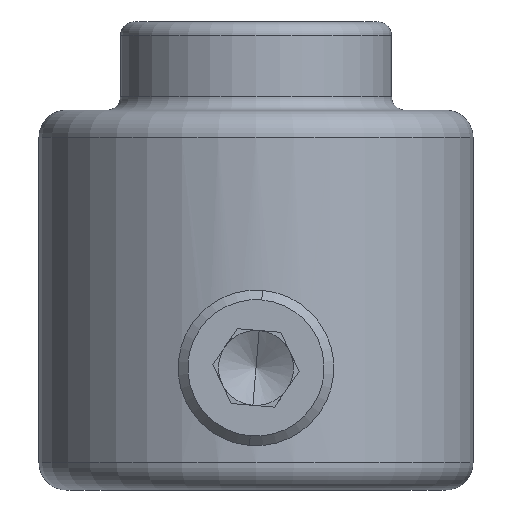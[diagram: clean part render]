
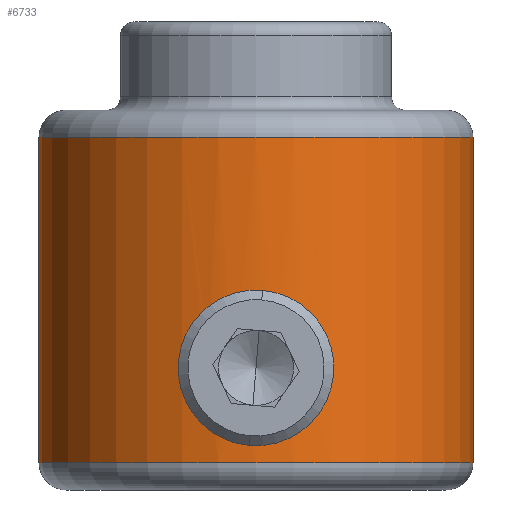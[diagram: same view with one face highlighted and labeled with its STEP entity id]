
A CAD part, front view. The second image highlights one B-rep face of the part: STEP entity #6733.
In plain terms, the highlighted cylindrical face has radius 8 mm (diameter 16 mm), a partial arc.
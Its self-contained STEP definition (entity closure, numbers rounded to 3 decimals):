
#4 = CARTESIAN_POINT ( 'NONE',  ( 15.365, 2.202, 3.69 ) ) ;
#152 = B_SPLINE_CURVE_WITH_KNOTS ( 'NONE', 3,
 ( #9095, #3135, #6160, #1721, #6896, #2448, #7676, #3165, #8390, #3921, #9122, #4656, #313, #5405, #1034, #6198, #1755, #6921, #2478, #7711, #3194, #8425, #3952, #9152, #4684, #346, #5442, #1062, #6225, #1790 ),
 .UNSPECIFIED., .F., .F.,
 ( 4, 2, 2, 2, 2, 2, 2, 2, 2, 2, 2, 2, 2, 2, 4 ),
 ( 0.006, 0.006, 0.007, 0.007, 0.007, 0.008, 0.008, 0.009, 0.009, 0.01, 0.01, 0.011, 0.011, 0.011, 0.012 ),
 .UNSPECIFIED. ) ;
#313 = CARTESIAN_POINT ( 'NONE',  ( 11.84, 2.241, 4.086 ) ) ;
#346 = CARTESIAN_POINT ( 'NONE',  ( 13.056, 2.049, 6.301 ) ) ;
#438 = CIRCLE ( 'NONE', #8400, 8. ) ;
#668 = CARTESIAN_POINT ( 'NONE',  ( 13.686, 10.025, 1.097 ) ) ;
#690 = CARTESIAN_POINT ( 'NONE',  ( 14.91, 2.119, 5.988 ) ) ;
#712 = CARTESIAN_POINT ( 'NONE',  ( 14.955, 2.126, 3.241 ) ) ;
#877 = LINE ( 'NONE', #6811, #2551 ) ;
#917 = DIRECTION ( 'NONE',  ( 0., 0., 1. ) ) ;
#1034 = CARTESIAN_POINT ( 'NONE',  ( 11.768, 2.258, 4.447 ) ) ;
#1062 = CARTESIAN_POINT ( 'NONE',  ( 13.412, 2.029, 6.382 ) ) ;
#1336 = EDGE_LOOP ( 'NONE', ( #6021, #6144 ) ) ;
#1377 = CARTESIAN_POINT ( 'NONE',  ( 13.656, 2.025, 6.397 ) ) ;
#1388 = DIRECTION ( 'NONE',  ( 1., 0., 0. ) ) ;
#1412 = CARTESIAN_POINT ( 'NONE',  ( 15.334, 2.196, 5.551 ) ) ;
#1445 = CARTESIAN_POINT ( 'NONE',  ( 14.654, 2.083, 3.038 ) ) ;
#1636 = CARTESIAN_POINT ( 'NONE',  ( 13.686, 10.025, 0.097 ) ) ;
#1721 = CARTESIAN_POINT ( 'NONE',  ( 13.228, 2.037, 2.845 ) ) ;
#1723 = CARTESIAN_POINT ( 'NONE',  ( 13.656, 2.025, 6.397 ) ) ;
#1755 = CARTESIAN_POINT ( 'NONE',  ( 11.813, 2.247, 5.058 ) ) ;
#1780 = CARTESIAN_POINT ( 'NONE',  ( 21.686, 10.025, 13.097 ) ) ;
#1790 = CARTESIAN_POINT ( 'NONE',  ( 13.656, 2.025, 6.397 ) ) ;
#2104 = CARTESIAN_POINT ( 'NONE',  ( 13.903, 2.024, 6.4 ) ) ;
#2116 = VERTEX_POINT ( 'NONE', #1780 ) ;
#2135 = CARTESIAN_POINT ( 'NONE',  ( 15.532, 2.241, 5.108 ) ) ;
#2164 = CARTESIAN_POINT ( 'NONE',  ( 14.317, 2.049, 2.893 ) ) ;
#2399 = DIRECTION ( 'NONE',  ( 1., 0., 0. ) ) ;
#2448 = CARTESIAN_POINT ( 'NONE',  ( 12.882, 2.065, 2.958 ) ) ;
#2478 = CARTESIAN_POINT ( 'NONE',  ( 12.019, 2.2, 5.498 ) ) ;
#2551 = VECTOR ( 'NONE', #917, 1000. ) ;
#2556 = VERTEX_POINT ( 'NONE', #8555 ) ;
#2808 = DIRECTION ( 'NONE',  ( 0., 0., -1. ) ) ;
#2832 = CARTESIAN_POINT ( 'NONE',  ( 15.604, 2.258, 4.749 ) ) ;
#2866 = CARTESIAN_POINT ( 'NONE',  ( 13.961, 2.029, 2.812 ) ) ;
#3135 = CARTESIAN_POINT ( 'NONE',  ( 13.593, 2.025, 2.795 ) ) ;
#3165 = CARTESIAN_POINT ( 'NONE',  ( 12.561, 2.104, 3.134 ) ) ;
#3194 = CARTESIAN_POINT ( 'NONE',  ( 12.24, 2.156, 5.787 ) ) ;
#3451 = VERTEX_POINT ( 'NONE', #1723 ) ;
#3577 = CYLINDRICAL_SURFACE ( 'NONE', #7975, 8. ) ;
#3585 = CARTESIAN_POINT ( 'NONE',  ( 15.597, 2.256, 4.381 ) ) ;
#3620 = CARTESIAN_POINT ( 'NONE',  ( 13.715, 2.025, 2.797 ) ) ;
#3921 = CARTESIAN_POINT ( 'NONE',  ( 12.188, 2.164, 3.446 ) ) ;
#3952 = CARTESIAN_POINT ( 'NONE',  ( 12.515, 2.11, 6.028 ) ) ;
#3975 = CARTESIAN_POINT ( 'NONE',  ( 5.686, 10.025, 1.097 ) ) ;
#4199 = CARTESIAN_POINT ( 'NONE',  ( 5.686, 10.025, 0.097 ) ) ;
#4298 = CARTESIAN_POINT ( 'NONE',  ( 14.491, 2.065, 6.235 ) ) ;
#4330 = CARTESIAN_POINT ( 'NONE',  ( 15.512, 2.236, 4.027 ) ) ;
#4509 = FACE_BOUND ( 'NONE', #1336, .T. ) ;
#4552 = B_SPLINE_CURVE_WITH_KNOTS ( 'NONE', 3,
 ( #1377, #2104, #8759, #4298, #9504, #5037, #690, #5826, #1412, #6579, #2135, #7334, #2832, #8075, #3585, #8791, #4330, #4, #5074, #712, #5867, #1445, #6611, #2164, #7379, #2866, #8103, #3620 ),
 .UNSPECIFIED., .F., .F.,
 ( 4, 2, 2, 2, 2, 2, 2, 2, 2, 2, 2, 2, 2, 4 ),
 ( 0.012, 0.012, 0.013, 0.013, 0.014, 0.014, 0.015, 0.015, 0.015, 0.016, 0.016, 0.017, 0.017, 0.018 ),
 .UNSPECIFIED. ) ;
#4656 = CARTESIAN_POINT ( 'NONE',  ( 11.881, 2.231, 3.972 ) ) ;
#4684 = CARTESIAN_POINT ( 'NONE',  ( 12.828, 2.07, 6.211 ) ) ;
#4925 = EDGE_CURVE ( 'NONE', #7479, #3451, #152, .T. ) ;
#5037 = CARTESIAN_POINT ( 'NONE',  ( 14.81, 2.104, 6.06 ) ) ;
#5074 = CARTESIAN_POINT ( 'NONE',  ( 15.221, 2.171, 3.49 ) ) ;
#5268 = CARTESIAN_POINT ( 'NONE',  ( 13.715, 2.025, 2.797 ) ) ;
#5394 = EDGE_LOOP ( 'NONE', ( #7448, #5666, #5643, #6826 ) ) ;
#5405 = CARTESIAN_POINT ( 'NONE',  ( 11.784, 2.254, 4.323 ) ) ;
#5442 = CARTESIAN_POINT ( 'NONE',  ( 13.174, 2.04, 6.335 ) ) ;
#5643 = ORIENTED_EDGE ( 'NONE', *, *, #6729, .T. ) ;
#5666 = ORIENTED_EDGE ( 'NONE', *, *, #6616, .T. ) ;
#5801 = DIRECTION ( 'NONE',  ( 0., 0., 1. ) ) ;
#5826 = CARTESIAN_POINT ( 'NONE',  ( 15.182, 2.164, 5.748 ) ) ;
#5867 = CARTESIAN_POINT ( 'NONE',  ( 14.859, 2.111, 3.167 ) ) ;
#6021 = ORIENTED_EDGE ( 'NONE', *, *, #7282, .T. ) ;
#6069 = CIRCLE ( 'NONE', #8385, 8. ) ;
#6144 = ORIENTED_EDGE ( 'NONE', *, *, #4925, .T. ) ;
#6160 = CARTESIAN_POINT ( 'NONE',  ( 13.47, 2.027, 2.805 ) ) ;
#6198 = CARTESIAN_POINT ( 'NONE',  ( 11.762, 2.26, 4.812 ) ) ;
#6225 = CARTESIAN_POINT ( 'NONE',  ( 13.533, 2.025, 6.395 ) ) ;
#6579 = CARTESIAN_POINT ( 'NONE',  ( 15.49, 2.231, 5.224 ) ) ;
#6611 = CARTESIAN_POINT ( 'NONE',  ( 14.543, 2.07, 2.982 ) ) ;
#6616 = EDGE_CURVE ( 'NONE', #8498, #2556, #6069, .T. ) ;
#6630 = EDGE_CURVE ( 'NONE', #2116, #8706, #438, .T. ) ;
#6729 = EDGE_CURVE ( 'NONE', #2556, #2116, #877, .T. ) ;
#6733 = ADVANCED_FACE ( 'NONE', ( #8260, #4509 ), #3577, .T. ) ;
#6811 = CARTESIAN_POINT ( 'NONE',  ( 21.686, 10.025, 0.097 ) ) ;
#6826 = ORIENTED_EDGE ( 'NONE', *, *, #6630, .T. ) ;
#6892 = EDGE_CURVE ( 'NONE', #8498, #8706, #7337, .T. ) ;
#6896 = CARTESIAN_POINT ( 'NONE',  ( 13.111, 2.045, 2.876 ) ) ;
#6921 = CARTESIAN_POINT ( 'NONE',  ( 11.958, 2.214, 5.391 ) ) ;
#7222 = DIRECTION ( 'NONE',  ( 0., 0., 1. ) ) ;
#7282 = EDGE_CURVE ( 'NONE', #3451, #7479, #4552, .T. ) ;
#7309 = CARTESIAN_POINT ( 'NONE',  ( 13.686, 10.025, 13.097 ) ) ;
#7334 = CARTESIAN_POINT ( 'NONE',  ( 15.588, 2.254, 4.869 ) ) ;
#7337 = LINE ( 'NONE', #4199, #9048 ) ;
#7379 = CARTESIAN_POINT ( 'NONE',  ( 14.201, 2.041, 2.859 ) ) ;
#7448 = ORIENTED_EDGE ( 'NONE', *, *, #6892, .F. ) ;
#7479 = VERTEX_POINT ( 'NONE', #5268 ) ;
#7676 = CARTESIAN_POINT ( 'NONE',  ( 12.77, 2.077, 3.011 ) ) ;
#7711 = CARTESIAN_POINT ( 'NONE',  ( 12.161, 2.171, 5.696 ) ) ;
#7975 = AXIS2_PLACEMENT_3D ( 'NONE', #1636, #9033, #2399 ) ;
#8054 = DIRECTION ( 'NONE',  ( 1., 0., 0. ) ) ;
#8075 = CARTESIAN_POINT ( 'NONE',  ( 15.608, 2.259, 4.505 ) ) ;
#8103 = CARTESIAN_POINT ( 'NONE',  ( 13.838, 2.025, 2.799 ) ) ;
#8260 = FACE_OUTER_BOUND ( 'NONE', #5394, .T. ) ;
#8385 = AXIS2_PLACEMENT_3D ( 'NONE', #668, #5801, #1388 ) ;
#8390 = CARTESIAN_POINT ( 'NONE',  ( 12.463, 2.118, 3.204 ) ) ;
#8400 = AXIS2_PLACEMENT_3D ( 'NONE', #7309, #2808, #8054 ) ;
#8425 = CARTESIAN_POINT ( 'NONE',  ( 12.417, 2.126, 5.953 ) ) ;
#8498 = VERTEX_POINT ( 'NONE', #3975 ) ;
#8555 = CARTESIAN_POINT ( 'NONE',  ( 21.686, 10.025, 1.097 ) ) ;
#8706 = VERTEX_POINT ( 'NONE', #9525 ) ;
#8759 = CARTESIAN_POINT ( 'NONE',  ( 14.147, 2.035, 6.359 ) ) ;
#8791 = CARTESIAN_POINT ( 'NONE',  ( 15.548, 2.245, 4.142 ) ) ;
#9033 = DIRECTION ( 'NONE',  ( 0., 0., 1. ) ) ;
#9048 = VECTOR ( 'NONE', #7222, 1000. ) ;
#9095 = CARTESIAN_POINT ( 'NONE',  ( 13.715, 2.025, 2.797 ) ) ;
#9122 = CARTESIAN_POINT ( 'NONE',  ( 12.039, 2.196, 3.641 ) ) ;
#9152 = CARTESIAN_POINT ( 'NONE',  ( 12.72, 2.083, 6.157 ) ) ;
#9504 = CARTESIAN_POINT ( 'NONE',  ( 14.601, 2.077, 6.183 ) ) ;
#9525 = CARTESIAN_POINT ( 'NONE',  ( 5.686, 10.025, 13.097 ) ) ;
